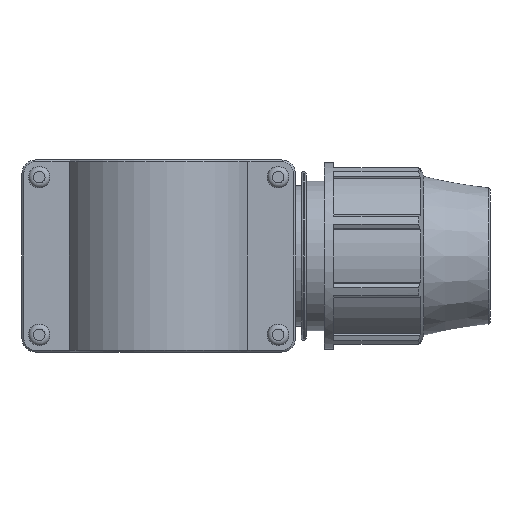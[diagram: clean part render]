
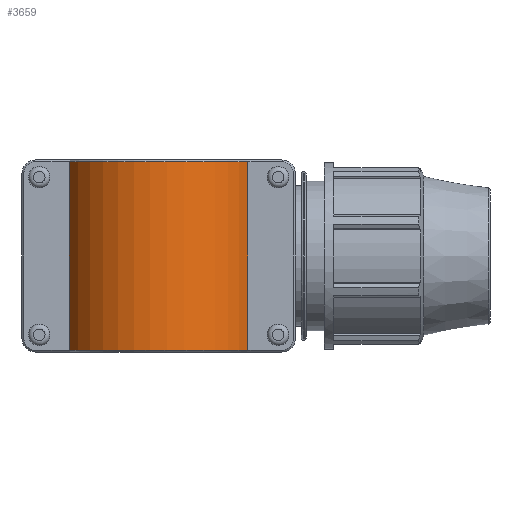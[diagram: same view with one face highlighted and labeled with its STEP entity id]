
A CAD part, front view. The second image highlights one B-rep face of the part: STEP entity #3659.
In plain terms, the highlighted cylindrical face has radius 60.5 mm (diameter 121 mm), a partial arc.
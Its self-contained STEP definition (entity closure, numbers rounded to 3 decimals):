
#338=LINE('',#6435,#634);
#339=LINE('',#6437,#635);
#634=VECTOR('',#4955,113.8);
#635=VECTOR('',#4958,113.8);
#870=CYLINDRICAL_SURFACE('',#4019,60.5);
#1133=FACE_OUTER_BOUND('',#1416,.T.);
#1416=EDGE_LOOP('',(#3230,#3231,#3232,#3233));
#1601=CIRCLE('',#4001,60.5);
#1602=CIRCLE('',#4004,60.5);
#1905=VERTEX_POINT('',#6375);
#1906=VERTEX_POINT('',#6380);
#1907=VERTEX_POINT('',#6387);
#1909=VERTEX_POINT('',#6396);
#2355=EDGE_CURVE('',#1905,#1906,#1601,.T.);
#2361=EDGE_CURVE('',#1909,#1907,#1602,.T.);
#2378=EDGE_CURVE('',#1905,#1907,#338,.T.);
#2379=EDGE_CURVE('',#1906,#1909,#339,.T.);
#3230=ORIENTED_EDGE('',*,*,#2355,.F.);
#3231=ORIENTED_EDGE('',*,*,#2378,.T.);
#3232=ORIENTED_EDGE('',*,*,#2361,.F.);
#3233=ORIENTED_EDGE('',*,*,#2379,.F.);
#3659=ADVANCED_FACE('',(#1133),#870,.T.);
#4001=AXIS2_PLACEMENT_3D('',#6381,#4905,#4906);
#4004=AXIS2_PLACEMENT_3D('',#6401,#4913,#4914);
#4019=AXIS2_PLACEMENT_3D('',#6436,#4956,#4957);
#4905=DIRECTION('center_axis',(0.,0.,-1.));
#4906=DIRECTION('ref_axis',(1.,0.,0.));
#4913=DIRECTION('center_axis',(0.,0.,1.));
#4914=DIRECTION('ref_axis',(1.,0.,0.));
#4955=DIRECTION('',(0.,0.,1.));
#4956=DIRECTION('center_axis',(0.,0.,1.));
#4957=DIRECTION('ref_axis',(1.,0.,0.));
#4958=DIRECTION('',(0.,0.,1.));
#6375=CARTESIAN_POINT('',(53.889,-27.5,-56.9));
#6380=CARTESIAN_POINT('',(-53.889,-27.5,-56.9));
#6381=CARTESIAN_POINT('Origin',(0.,0.,-56.9));
#6387=CARTESIAN_POINT('',(53.889,-27.5,56.9));
#6396=CARTESIAN_POINT('',(-53.889,-27.5,56.9));
#6401=CARTESIAN_POINT('Origin',(0.,0.,56.9));
#6435=CARTESIAN_POINT('',(53.889,-27.5,0.));
#6436=CARTESIAN_POINT('Origin',(0.,0.,0.));
#6437=CARTESIAN_POINT('',(-53.889,-27.5,0.));
